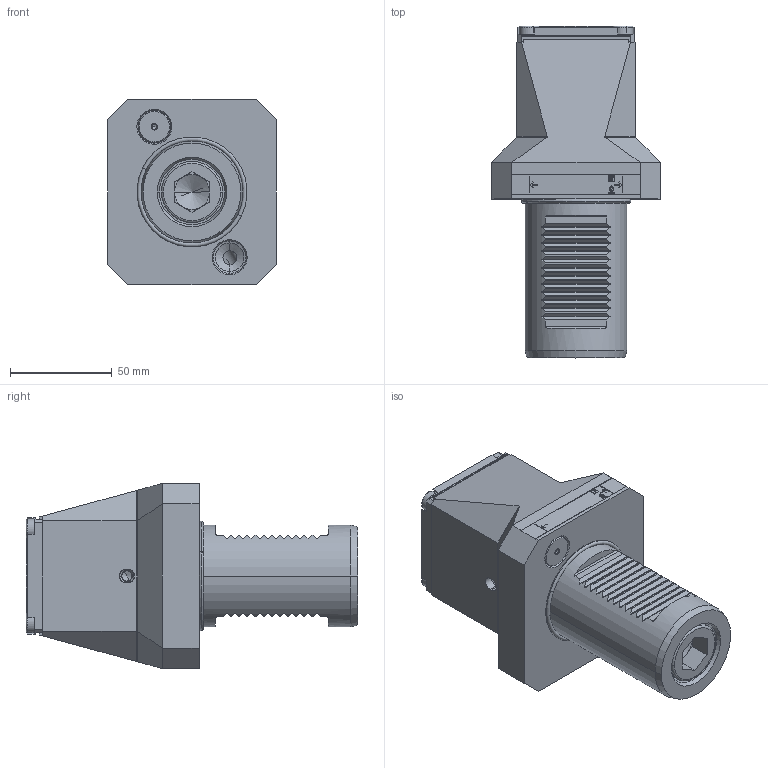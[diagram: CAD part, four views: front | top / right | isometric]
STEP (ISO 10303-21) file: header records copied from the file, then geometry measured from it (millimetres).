
FILE_DESCRIPTION (( 'STEP AP214' ), '1' );
FILE_NAME ('RER.PS5.VD5.085.STEP', '2024-12-11T09:55:17', ( '' ), ( '' ), 'SwSTEP 2.0', 'SolidWorks 2022', '' );
FILE_SCHEMA (( 'AUTOMOTIVE_DESIGN' ));
Length unit declared in the file: millimetre
Products named in the file (22): VD5-ER1.050.081_B; VD5-ER1.050.081; U50-PS5.ERx.013_A_Links gewinde; DIN 3771 - 46x2; ISO 4762 - M4 x 30_PreviewCfg; U50-PS5.029.008_C; RER.PS5.VD5.085; DIN 3771 - 48x1.5_vorgespannt; U50-PS5.ERx.013_A; ISO 4762 - M20 x 80; U50-PS5.ER1.046_A; ISO 8752 3x10; U50-PS5.ER1.030_A; DIN 6325_ø4x12_2x6; ISO 8734 - 6 x 14_PreviewCfg; VD5-ER1.016.010; RER-PS5.VD5.085-11_A; VD5-ER1.016.010_A; DIN 3771 - 13x1.5; DIN 3771 - 50x2; DIN 7984 - M6 x 16; U50-PS5.058.008
Assembly tree (26 placements, depth 3):
  RER.PS5.VD5.085
    RER-PS5.VD5.085-11_A
    VD5-ER1.050.081
      VD5-ER1.050.081_B
      ISO 4762 - M20 x 80
      ISO 8734 - 6 x 14_PreviewCfg
      DIN 3771 - 50x2
    U50-PS5.058.008
      U50-PS5.029.008_C
      U50-PS5.ER1.030_A
      DIN 3771 - 46x2
      ISO 4762 - M4 x 30_PreviewCfg  x2
      U50-PS5.ERx.013_A
      U50-PS5.ERx.013_A_Links gewinde
      U50-PS5.ER1.046_A
      DIN 6325_ø4x12_2x6  x2
      DIN 7984 - M6 x 16  x4
      ISO 8752 3x10
      DIN 3771 - 48x1.5_vorgespannt
    VD5-ER1.016.010
      VD5-ER1.016.010_A
      DIN 3771 - 13x1.5
Bounding box: 83 x 163 x 91 mm (x, y, z)
Volume: 487751.2 mm3; surface area: 116824 mm2
Topology: 23 solids, 23 shells, 916 faces, 2351 edges, 1485 vertices
Faces by surface type: plane 400, cylinder 236, cone 209, torus 61, sphere 8, bspline 2
Entity records: 27764 total; most frequent: CARTESIAN_POINT 7210, ORIENTED_EDGE 4146, DIRECTION 3956, EDGE_CURVE 2073, AXIS2_PLACEMENT_3D 1465, VERTEX_POINT 1341, VECTOR 1026, LINE 1026
